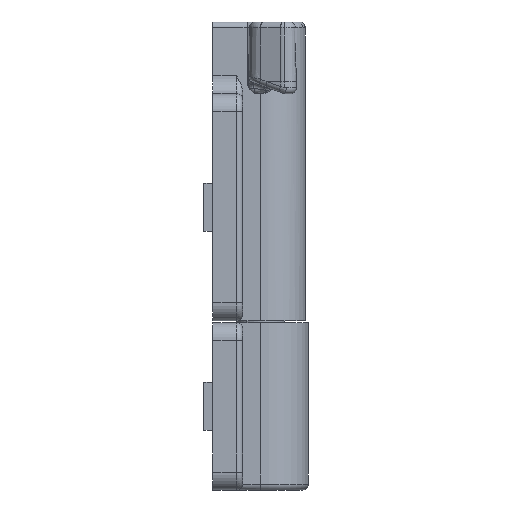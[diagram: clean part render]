
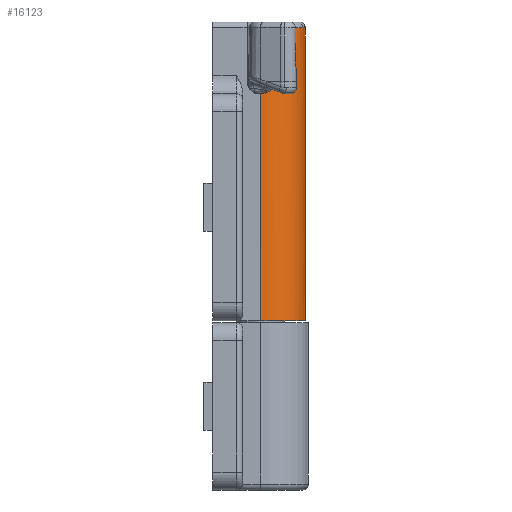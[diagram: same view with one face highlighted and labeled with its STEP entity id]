
A CAD part, front view. The second image highlights one B-rep face of the part: STEP entity #16123.
In plain terms, the highlighted cylindrical face has radius 7.5 mm (diameter 15 mm), a partial arc.
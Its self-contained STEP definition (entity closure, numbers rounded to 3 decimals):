
#223 = CARTESIAN_POINT ( 'NONE',  ( 0., -7.5, 38. ) ) ;
#502 = AXIS2_PLACEMENT_3D ( 'NONE', #5586, #18171, #7403 ) ;
#661 = CARTESIAN_POINT ( 'NONE',  ( 0., -7.5, 0. ) ) ;
#1024 = CIRCLE ( 'NONE', #17245, 7.5 ) ;
#1107 = EDGE_CURVE ( 'NONE', #18817, #9702, #22564, .T. ) ;
#1290 = CARTESIAN_POINT ( 'NONE',  ( 0.897, -7.447, 38.103 ) ) ;
#1522 = ORIENTED_EDGE ( 'NONE', *, *, #12242, .T. ) ;
#1573 = CARTESIAN_POINT ( 'NONE',  ( 0., -7.5, 50. ) ) ;
#1896 = DIRECTION ( 'NONE',  ( 0., 0., -1. ) ) ;
#1904 = CARTESIAN_POINT ( 'NONE',  ( 2.237, -7.159, 39.737 ) ) ;
#2264 = CARTESIAN_POINT ( 'NONE',  ( 0.25, -7.496, 38. ) ) ;
#2505 = DIRECTION ( 'NONE',  ( 0., 0., -1. ) ) ;
#2827 = ORIENTED_EDGE ( 'NONE', *, *, #4012, .T. ) ;
#2938 = ORIENTED_EDGE ( 'NONE', *, *, #17739, .T. ) ;
#3121 = CARTESIAN_POINT ( 'NONE',  ( 0.512, -7.484, 38.013 ) ) ;
#3240 = EDGE_CURVE ( 'NONE', #18817, #16629, #6516, .T. ) ;
#3406 = DIRECTION ( 'NONE',  ( 0., 0., -1. ) ) ;
#4012 = EDGE_CURVE ( 'NONE', #13407, #11864, #22706, .T. ) ;
#4049 = CARTESIAN_POINT ( 'NONE',  ( 2.25, -7.155, 50. ) ) ;
#4559 = LINE ( 'NONE', #1573, #13582 ) ;
#4959 = CARTESIAN_POINT ( 'NONE',  ( 0.25, -7.496, 38. ) ) ;
#5571 = CARTESIAN_POINT ( 'NONE',  ( 2.25, -7.155, 40. ) ) ;
#5586 = CARTESIAN_POINT ( 'NONE',  ( 0., 0., 49. ) ) ;
#6089 = DIRECTION ( 'NONE',  ( -1., 0., 0. ) ) ;
#6516 = LINE ( 'NONE', #8372, #17197 ) ;
#6827 = DIRECTION ( 'NONE',  ( 0., 0., 1. ) ) ;
#7403 = DIRECTION ( 'NONE',  ( 1., 0., 0. ) ) ;
#8372 = CARTESIAN_POINT ( 'NONE',  ( 0., 7.5, 50. ) ) ;
#8518 = CARTESIAN_POINT ( 'NONE',  ( 2.146, -7.186, 39.352 ) ) ;
#8561 = VERTEX_POINT ( 'NONE', #14773 ) ;
#9618 = CARTESIAN_POINT ( 'NONE',  ( 0., 0., 38. ) ) ;
#9702 = VERTEX_POINT ( 'NONE', #11474 ) ;
#10061 = EDGE_CURVE ( 'NONE', #8561, #13407, #12965, .T. ) ;
#10321 = CARTESIAN_POINT ( 'NONE',  ( 1.847, -7.272, 38.768 ) ) ;
#11428 = DIRECTION ( 'NONE',  ( -1., 0., 0. ) ) ;
#11474 = CARTESIAN_POINT ( 'NONE',  ( 7.5, 0., 49. ) ) ;
#11530 = CARTESIAN_POINT ( 'NONE',  ( 0., 0., 50. ) ) ;
#11864 = VERTEX_POINT ( 'NONE', #2264 ) ;
#12132 = CIRCLE ( 'NONE', #16547, 7.5 ) ;
#12136 = CARTESIAN_POINT ( 'NONE',  ( 1.258, -7.398, 38.253 ) ) ;
#12242 = EDGE_CURVE ( 'NONE', #15462, #16629, #1024, .T. ) ;
#12550 = ORIENTED_EDGE ( 'NONE', *, *, #21901, .T. ) ;
#12735 = CARTESIAN_POINT ( 'NONE',  ( 0., 0., 49. ) ) ;
#12965 = LINE ( 'NONE', #4049, #18284 ) ;
#13042 = CARTESIAN_POINT ( 'NONE',  ( 0., 7.5, 49. ) ) ;
#13407 = VERTEX_POINT ( 'NONE', #18858 ) ;
#13562 = AXIS2_PLACEMENT_3D ( 'NONE', #12735, #1896, #14533 ) ;
#13582 = VECTOR ( 'NONE', #3406, 1000. ) ;
#13932 = CARTESIAN_POINT ( 'NONE',  ( 0.769, -7.462, 38.064 ) ) ;
#14533 = DIRECTION ( 'NONE',  ( 1., 0., 0. ) ) ;
#14773 = CARTESIAN_POINT ( 'NONE',  ( 2.25, -7.155, 49. ) ) ;
#14914 = ORIENTED_EDGE ( 'NONE', *, *, #3240, .F. ) ;
#15001 = CYLINDRICAL_SURFACE ( 'NONE', #18449, 7.5 ) ;
#15462 = VERTEX_POINT ( 'NONE', #661 ) ;
#15710 = ORIENTED_EDGE ( 'NONE', *, *, #10061, .T. ) ;
#15754 = CARTESIAN_POINT ( 'NONE',  ( 0.382, -7.491, 38. ) ) ;
#16120 = CIRCLE ( 'NONE', #13562, 7.5 ) ;
#16123 = ADVANCED_FACE ( 'NONE', ( #20848 ), #15001, .T. ) ;
#16361 = CARTESIAN_POINT ( 'NONE',  ( 2.25, -7.155, 39.867 ) ) ;
#16547 = AXIS2_PLACEMENT_3D ( 'NONE', #9618, #22121, #11428 ) ;
#16629 = VERTEX_POINT ( 'NONE', #18082 ) ;
#16653 = DIRECTION ( 'NONE',  ( 0., 0., -1. ) ) ;
#17197 = VECTOR ( 'NONE', #22664, 1000. ) ;
#17245 = AXIS2_PLACEMENT_3D ( 'NONE', #17609, #6827, #19376 ) ;
#17609 = CARTESIAN_POINT ( 'NONE',  ( 0., 0., 0. ) ) ;
#17631 = VERTEX_POINT ( 'NONE', #223 ) ;
#17739 = EDGE_CURVE ( 'NONE', #11864, #17631, #12132, .T. ) ;
#18082 = CARTESIAN_POINT ( 'NONE',  ( 0., 7.5, 0. ) ) ;
#18147 = CARTESIAN_POINT ( 'NONE',  ( 2.186, -7.175, 39.479 ) ) ;
#18171 = DIRECTION ( 'NONE',  ( 0., 0., -1. ) ) ;
#18284 = VECTOR ( 'NONE', #16653, 1000. ) ;
#18449 = AXIS2_PLACEMENT_3D ( 'NONE', #11530, #2505, #6089 ) ;
#18591 = ORIENTED_EDGE ( 'NONE', *, *, #21983, .T. ) ;
#18744 = ORIENTED_EDGE ( 'NONE', *, *, #1107, .T. ) ;
#18817 = VERTEX_POINT ( 'NONE', #13042 ) ;
#18858 = CARTESIAN_POINT ( 'NONE',  ( 2.25, -7.155, 40. ) ) ;
#19376 = DIRECTION ( 'NONE',  ( 1., 0., 0. ) ) ;
#20848 = FACE_OUTER_BOUND ( 'NONE', #21224, .T. ) ;
#21029 = CARTESIAN_POINT ( 'NONE',  ( 1.996, -7.23, 38.989 ) ) ;
#21224 = EDGE_LOOP ( 'NONE', ( #18744, #18591, #15710, #2827, #2938, #12550, #1522, #14914 ) ) ;
#21901 = EDGE_CURVE ( 'NONE', #17631, #15462, #4559, .T. ) ;
#21983 = EDGE_CURVE ( 'NONE', #9702, #8561, #16120, .T. ) ;
#22121 = DIRECTION ( 'NONE',  ( 0., 0., -1. ) ) ;
#22564 = CIRCLE ( 'NONE', #502, 7.5 ) ;
#22664 = DIRECTION ( 'NONE',  ( 0., 0., -1. ) ) ;
#22706 = B_SPLINE_CURVE_WITH_KNOTS ( 'NONE', 3,
 ( #5571, #16361, #1904, #18147, #8518, #21029, #10321, #22811, #12136, #1290, #13932, #3121, #15754, #4959 ),
 .UNSPECIFIED., .F., .F.,
 ( 4, 2, 2, 2, 2, 2, 4 ),
 ( 0.003, 0.004, 0.004, 0.005, 0.006, 0.006, 0.007 ),
 .UNSPECIFIED. ) ;
#22811 = CARTESIAN_POINT ( 'NONE',  ( 1.48, -7.355, 38.401 ) ) ;
